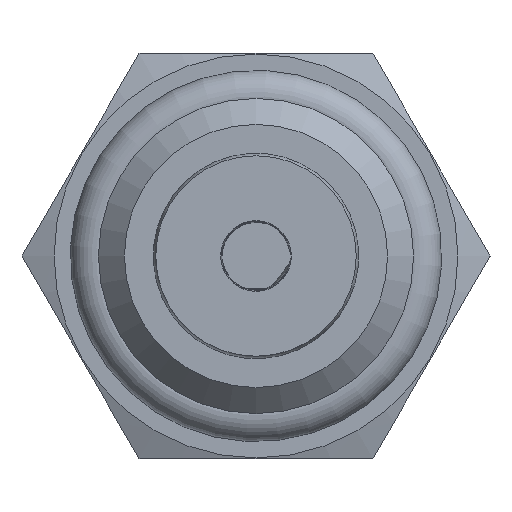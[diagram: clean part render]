
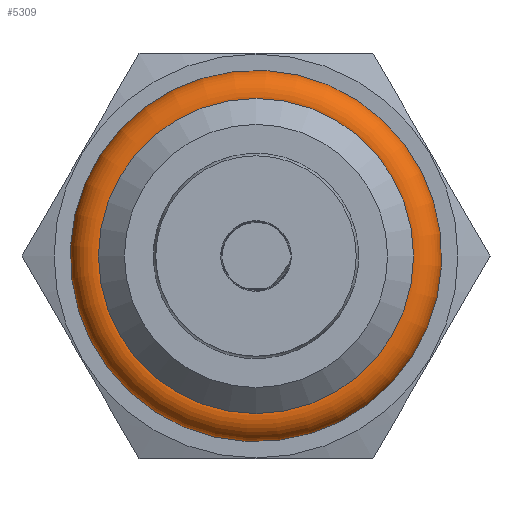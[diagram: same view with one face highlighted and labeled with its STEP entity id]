
A CAD part, left-side view. The second image highlights one B-rep face of the part: STEP entity #5309.
In plain terms, the highlighted toroidal (fillet/blend) face has major radius 5.626 mm and minor radius 0.914 mm.
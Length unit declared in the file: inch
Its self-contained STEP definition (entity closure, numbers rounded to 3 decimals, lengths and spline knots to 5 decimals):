
#5284=CARTESIAN_POINT('',(0.0,0.00098,0.0));
#5285=DIRECTION('',(1.0,0.0,0.0));
#5286=DIRECTION('',(0.0,0.0,-1.0));
#5287=AXIS2_PLACEMENT_3D('',#5284,#5285,#5286);
#5288=TOROIDAL_SURFACE('',#5287,0.2215,0.036);
#5289=CARTESIAN_POINT('',(0.,0.00098,-0.2575));
#5290=VERTEX_POINT('',#5289);
#5291=CARTESIAN_POINT('',(0.0,0.00098,-0.2215));
#5292=DIRECTION('',(0.0,-1.0,0.0));
#5293=DIRECTION('',(0.0,0.0,-1.0));
#5294=AXIS2_PLACEMENT_3D('',#5291,#5292,#5293);
#5295=CIRCLE('',#5294,0.036);
#5296=EDGE_CURVE('',#5290,#5290,#5295,.T.);
#5297=ORIENTED_EDGE('',*,*,#5296,.T.);
#5298=CARTESIAN_POINT('',(0.,0.00098,0.0));
#5299=DIRECTION('',(-1.0,0.0,0.0));
#5300=DIRECTION('',(0.0,0.0,-1.0));
#5301=AXIS2_PLACEMENT_3D('',#5298,#5299,#5300);
#5302=CIRCLE('',#5301,0.2575);
#5303=EDGE_CURVE('',#5290,#5290,#5302,.T.);
#5304=ORIENTED_EDGE('',*,*,#5303,.T.);
#5305=ORIENTED_EDGE('',*,*,#5296,.F.);
#5306=ORIENTED_EDGE('',*,*,#5303,.F.);
#5307=EDGE_LOOP('',(#5297,#5304,#5305,#5306));
#5308=FACE_OUTER_BOUND('',#5307,.T.);
#5309=ADVANCED_FACE('',(#5308),#5288,.T.);
